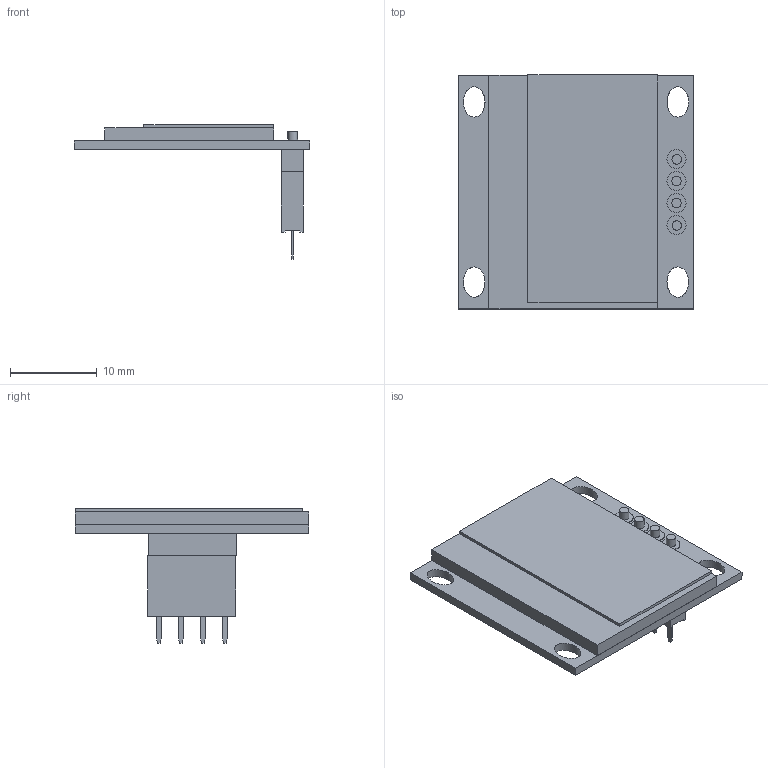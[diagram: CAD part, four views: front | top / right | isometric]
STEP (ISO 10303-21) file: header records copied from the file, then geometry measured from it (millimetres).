
FILE_DESCRIPTION(/* description */ (''),/* implementation_level */ '2;1');
FILE_NAME(/* name */ 'OLED_mounted.step',/* time_stamp */ '2018-11-01T21:31:56+00:00',/* author */ ('albertoGWF5J'),/* organization */ (''),/* preprocessor_version */ 'ST-DEVELOPER v17.2',/* originating_system */ 'Autodesk Translation Framework v7.6.0.251',/* authorisation */ '');
FILE_SCHEMA (('AUTOMOTIVE_DESIGN { 1 0 10303 214 3 1 1 }'));
Length unit declared in the file: millimetre
Products named in the file (6): OLED_mounted; OLED; Plata; Ekran; DISPLEJ; HEDR
Assembly tree (5 placements, depth 3):
  OLED_mounted
    OLED
      Plata
      Ekran
      DISPLEJ
      HEDR
Bounding box: 27.2 x 27.01 x 15.5 mm (x, y, z)
Volume: 1886.2 mm3; surface area: 4165.6 mm2
Topology: 17 solids, 17 shells, 206 faces, 472 edges, 312 vertices
Faces by surface type: plane 182, cylinder 20, bspline 4
Full cylindrical faces by diameter (mm): 1.1 x16, 2.2 x4
Entity records: 6251 total; most frequent: CARTESIAN_POINT 1069, DIRECTION 954, ORIENTED_EDGE 944, EDGE_CURVE 472, LINE 416, VECTOR 416, VERTEX_POINT 312, AXIS2_PLACEMENT_3D 269
